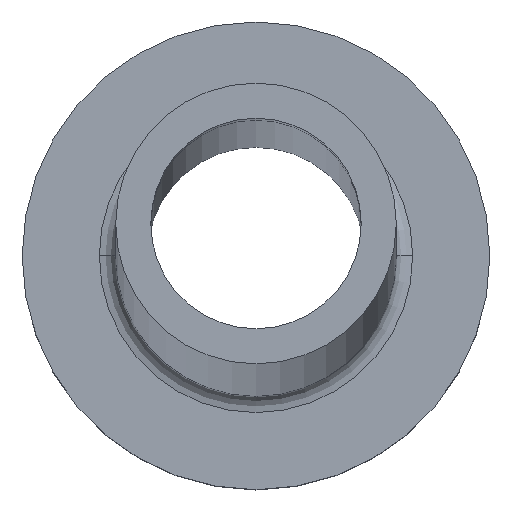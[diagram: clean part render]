
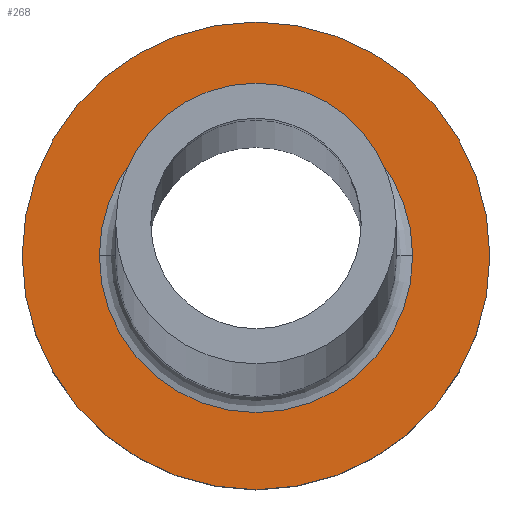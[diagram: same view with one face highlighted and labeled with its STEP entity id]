
A CAD part, top view. The second image highlights one B-rep face of the part: STEP entity #268.
In plain terms, the highlighted planar face has unit normal (0, 0, 1).
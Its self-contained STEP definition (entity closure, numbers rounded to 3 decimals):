
#16 = CARTESIAN_POINT ( 'NONE',  ( -10., 0., 7. ) ) ;
#25 = AXIS2_PLACEMENT_3D ( 'NONE', #195, #58, #60 ) ;
#46 = EDGE_LOOP ( 'NONE', ( #80, #217 ) ) ;
#56 = DIRECTION ( 'NONE',  ( 1., 0., 0. ) ) ;
#58 = DIRECTION ( 'NONE',  ( 0., 0., 1. ) ) ;
#60 = DIRECTION ( 'NONE',  ( 1., 0., 0. ) ) ;
#80 = ORIENTED_EDGE ( 'NONE', *, *, #436, .T. ) ;
#89 = DIRECTION ( 'NONE',  ( 0., 0., -1. ) ) ;
#90 = AXIS2_PLACEMENT_3D ( 'NONE', #413, #369, #56 ) ;
#111 = VERTEX_POINT ( 'NONE', #146 ) ;
#143 = AXIS2_PLACEMENT_3D ( 'NONE', #226, #371, #303 ) ;
#146 = CARTESIAN_POINT ( 'NONE',  ( -6.7, 0., 7. ) ) ;
#147 = ORIENTED_EDGE ( 'NONE', *, *, #319, .T. ) ;
#162 = EDGE_LOOP ( 'NONE', ( #147, #281 ) ) ;
#167 = CARTESIAN_POINT ( 'NONE',  ( 6.7, 0., 7. ) ) ;
#186 = DIRECTION ( 'NONE',  ( 1., 0., 0. ) ) ;
#188 = VERTEX_POINT ( 'NONE', #220 ) ;
#195 = CARTESIAN_POINT ( 'NONE',  ( 0., 0., 7. ) ) ;
#201 = CARTESIAN_POINT ( 'NONE',  ( 0., 0., 7. ) ) ;
#217 = ORIENTED_EDGE ( 'NONE', *, *, #336, .T. ) ;
#219 = VERTEX_POINT ( 'NONE', #16 ) ;
#220 = CARTESIAN_POINT ( 'NONE',  ( 10., 0., 7. ) ) ;
#226 = CARTESIAN_POINT ( 'NONE',  ( 0., 0., 7. ) ) ;
#267 = AXIS2_PLACEMENT_3D ( 'NONE', #323, #432, #186 ) ;
#268 = ADVANCED_FACE ( 'NONE', ( #284, #360 ), #291, .T. ) ;
#281 = ORIENTED_EDGE ( 'NONE', *, *, #407, .T. ) ;
#284 = FACE_BOUND ( 'NONE', #46, .T. ) ;
#291 = PLANE ( 'NONE',  #267 ) ;
#292 = AXIS2_PLACEMENT_3D ( 'NONE', #201, #89, #370 ) ;
#303 = DIRECTION ( 'NONE',  ( 1., 0., 0. ) ) ;
#319 = EDGE_CURVE ( 'NONE', #219, #188, #409, .T. ) ;
#323 = CARTESIAN_POINT ( 'NONE',  ( 0., 0., 7. ) ) ;
#336 = EDGE_CURVE ( 'NONE', #111, #405, #379, .T. ) ;
#353 = CIRCLE ( 'NONE', #292, 6.7 ) ;
#360 = FACE_OUTER_BOUND ( 'NONE', #162, .T. ) ;
#369 = DIRECTION ( 'NONE',  ( 0., 0., -1. ) ) ;
#370 = DIRECTION ( 'NONE',  ( 1., 0., 0. ) ) ;
#371 = DIRECTION ( 'NONE',  ( 0., 0., 1. ) ) ;
#379 = CIRCLE ( 'NONE', #90, 6.7 ) ;
#390 = CIRCLE ( 'NONE', #25, 10. ) ;
#405 = VERTEX_POINT ( 'NONE', #167 ) ;
#407 = EDGE_CURVE ( 'NONE', #188, #219, #390, .T. ) ;
#409 = CIRCLE ( 'NONE', #143, 10. ) ;
#413 = CARTESIAN_POINT ( 'NONE',  ( 0., 0., 7. ) ) ;
#432 = DIRECTION ( 'NONE',  ( 0., 0., 1. ) ) ;
#436 = EDGE_CURVE ( 'NONE', #405, #111, #353, .T. ) ;
